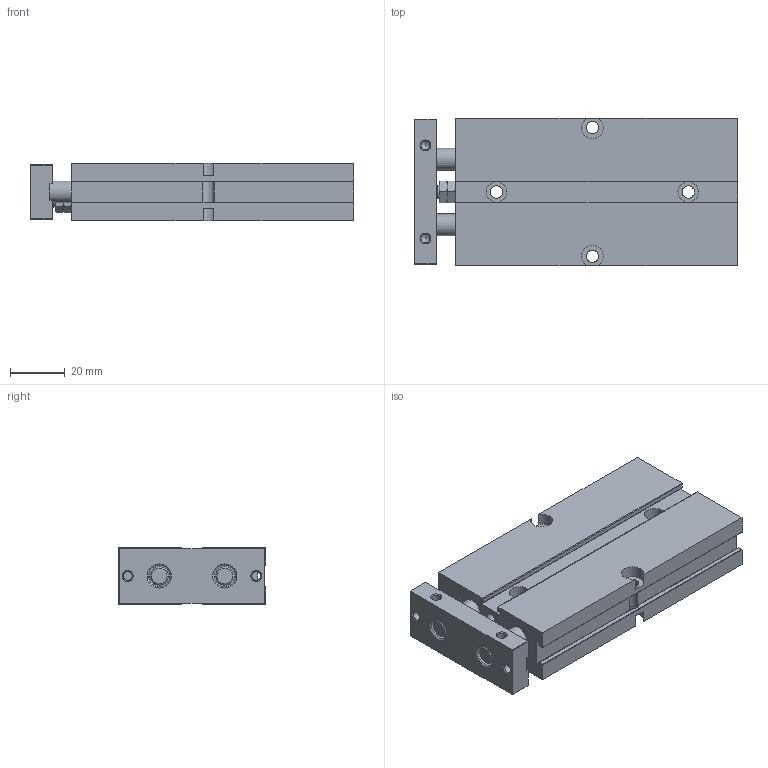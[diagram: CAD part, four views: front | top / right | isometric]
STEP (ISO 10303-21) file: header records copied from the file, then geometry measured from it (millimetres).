
FILE_DESCRIPTION(/* description */ ('STEP AP214'),/* implementation_level */ '2;1');
FILE_NAME(/* name */ 'TN16X50S(0)+()',/* time_stamp */ '2023-10-26T07:01:42+02:00',/* author */ ('License CC BY-ND 4.0'),/* organization */ ('CADENAS'),/* preprocessor_version */ 'ST-DEVELOPER v19.3',/* originating_system */ 'PARTsolutions',/* authorisation */ ' ');
FILE_SCHEMA (('AUTOMOTIVE_DESIGN {1 0 10303 214 3 1 1}'));
Length unit declared in the file: millimetre
Products named in the file (3): TN16X50S(0)+(); TN16-50_fp; TN16-50 - 50_b
Assembly tree (2 placements, depth 2):
  TN16X50S(0)+()
    TN16-50_fp
    TN16-50 - 50_b
Bounding box: 118 x 54 x 21 mm (x, y, z)
Volume: 98790 mm3; surface area: 41346.9 mm2
Topology: 2 solids, 2 shells, 217 faces, 519 edges, 330 vertices
Faces by surface type: plane 101, cylinder 72, cone 44
Full cylindrical faces by diameter (mm): 3.242 x6, 4.134 x3, 4.5 x4, 5 x1, 6.8 x2, 7.5 x4, 7.8 x2, 8 x4, 13 x4, 16 x8
Entity records: 6438 total; most frequent: CARTESIAN_POINT 1168, DIRECTION 1008, ORIENTED_EDGE 894, EDGE_CURVE 447, AXIS2_PLACEMENT_3D 401, VERTEX_POINT 321, FACE_BOUND 318, EDGE_LOOP 314
